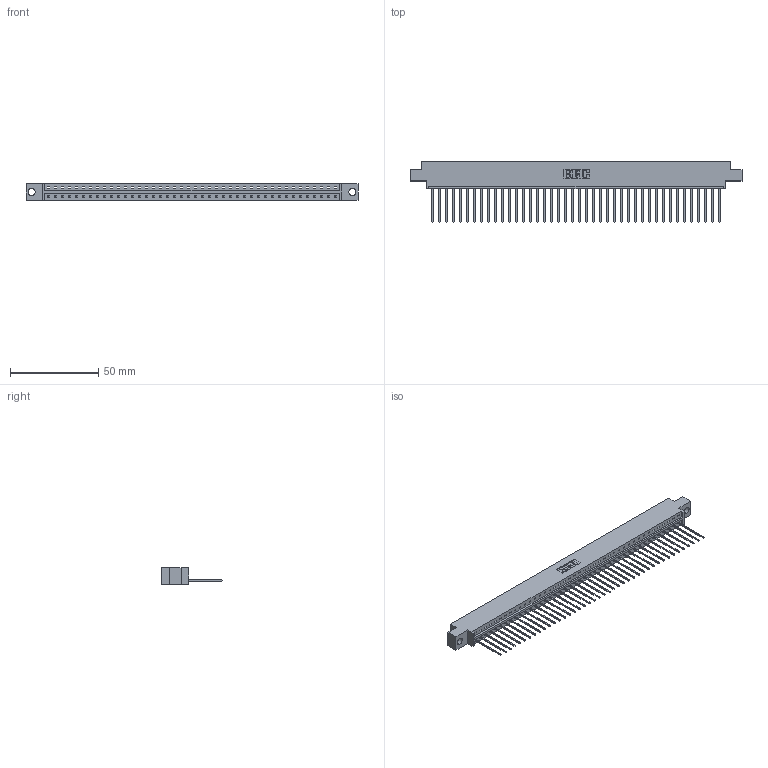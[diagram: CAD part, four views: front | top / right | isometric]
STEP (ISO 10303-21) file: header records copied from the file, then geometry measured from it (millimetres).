
FILE_DESCRIPTION (( 'STEP AP203' ), '1' );
FILE_NAME ('333-042-541-604.STEP', '2018-08-03T19:02:19', ( '' ), ( '' ), 'SwSTEP 2.0', 'SolidWorks 2016', '' );
FILE_SCHEMA (( 'CONFIG_CONTROL_DESIGN' ));
Length unit declared in the file: inch
Products named in the file (3): 333 Part_Offset - .156 Dia - TH; 345-292-001_345-293-141; 333-042-541-604
Assembly tree (43 placements, depth 2):
  333-042-541-604
    333 Part_Offset - .156 Dia - TH
    345-292-001_345-293-141  x42
Bounding box: 187.96 x 34.3 x 9.4 mm (x, y, z)
Volume: 18737 mm3; surface area: 21117.5 mm2
Topology: 43 solids, 43 shells, 2554 faces, 7715 edges, 5086 vertices
Faces by surface type: plane 1838, cylinder 716
Entity records: 25829 total; most frequent: CARTESIAN_POINT 4464, ORIENTED_EDGE 4442, DIRECTION 3765, EDGE_CURVE 2221, VECTOR 2093, LINE 2093, VERTEX_POINT 1478, AXIS2_PLACEMENT_3D 836
